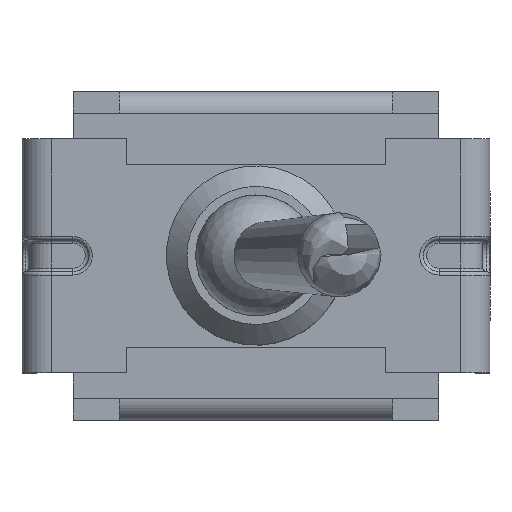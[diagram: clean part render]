
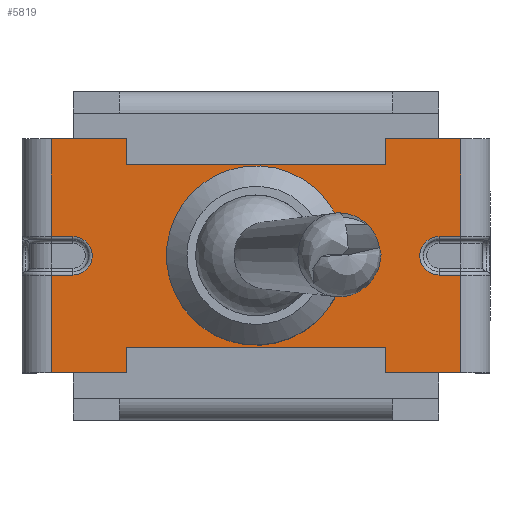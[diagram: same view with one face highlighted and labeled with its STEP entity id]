
A CAD part, top view. The second image highlights one B-rep face of the part: STEP entity #5819.
In plain terms, the highlighted planar face has unit normal (0, 0, 1).
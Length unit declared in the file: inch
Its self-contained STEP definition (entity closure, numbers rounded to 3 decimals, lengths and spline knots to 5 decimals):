
#5615=CARTESIAN_POINT('',(0.30791,0.17604,0.37008));
#5616=DIRECTION('',(0.0,0.0,1.0));
#5617=DIRECTION('',(1.0,0.0,0.0));
#5618=AXIS2_PLACEMENT_3D('',#5615,#5616,#5617);
#5619=PLANE('',#5618);
#5620=CARTESIAN_POINT('',(-0.17717,-0.16004,0.37008));
#5621=VERTEX_POINT('',#5620);
#5622=CARTESIAN_POINT('',(-0.17717,-0.12539,0.37008));
#5623=VERTEX_POINT('',#5622);
#5624=CARTESIAN_POINT('',(-0.17717,-0.16004,0.37008));
#5625=DIRECTION('',(0.0,1.0,0.0));
#5626=VECTOR('',#5625,0.03465);
#5627=LINE('',#5624,#5626);
#5628=EDGE_CURVE('',#5621,#5623,#5627,.T.);
#5629=ORIENTED_EDGE('',*,*,#5628,.T.);
#5630=CARTESIAN_POINT('',(0.17717,-0.12539,0.37008));
#5631=VERTEX_POINT('',#5630);
#5632=CARTESIAN_POINT('',(-0.17717,-0.12539,0.37008));
#5633=DIRECTION('',(1.0,0.0,0.0));
#5634=VECTOR('',#5633,0.35433);
#5635=LINE('',#5632,#5634);
#5636=EDGE_CURVE('',#5623,#5631,#5635,.T.);
#5637=ORIENTED_EDGE('',*,*,#5636,.T.);
#5638=CARTESIAN_POINT('',(0.17717,-0.16004,0.37008));
#5639=VERTEX_POINT('',#5638);
#5640=CARTESIAN_POINT('',(0.17717,-0.12539,0.37008));
#5641=DIRECTION('',(0.0,-1.0,0.0));
#5642=VECTOR('',#5641,0.03465);
#5643=LINE('',#5640,#5642);
#5644=EDGE_CURVE('',#5631,#5639,#5643,.T.);
#5645=ORIENTED_EDGE('',*,*,#5644,.T.);
#5646=CARTESIAN_POINT('',(0.27992,-0.16004,0.37008));
#5647=VERTEX_POINT('',#5646);
#5648=CARTESIAN_POINT('',(0.27992,-0.16004,0.37008));
#5649=DIRECTION('',(-1.0,0.0,0.0));
#5650=VECTOR('',#5649,0.10276);
#5651=LINE('',#5648,#5650);
#5652=EDGE_CURVE('',#5647,#5639,#5651,.T.);
#5653=ORIENTED_EDGE('',*,*,#5652,.F.);
#5654=CARTESIAN_POINT('',(0.27992,-0.02638,0.37008));
#5655=VERTEX_POINT('',#5654);
#5656=CARTESIAN_POINT('',(0.27992,-0.16004,0.37008));
#5657=DIRECTION('',(0.0,1.0,0.0));
#5658=VECTOR('',#5657,0.13366);
#5659=LINE('',#5656,#5658);
#5660=EDGE_CURVE('',#5647,#5655,#5659,.T.);
#5661=ORIENTED_EDGE('',*,*,#5660,.T.);
#5662=CARTESIAN_POINT('',(0.25039,-0.02638,0.37008));
#5663=VERTEX_POINT('',#5662);
#5664=CARTESIAN_POINT('',(0.25039,-0.02638,0.37008));
#5665=DIRECTION('',(1.0,0.0,0.0));
#5666=VECTOR('',#5665,0.02953);
#5667=LINE('',#5664,#5666);
#5668=EDGE_CURVE('',#5663,#5655,#5667,.T.);
#5669=ORIENTED_EDGE('',*,*,#5668,.F.);
#5670=CARTESIAN_POINT('',(0.25039,0.02638,0.37008));
#5671=VERTEX_POINT('',#5670);
#5672=CARTESIAN_POINT('',(0.25039,0.,0.37008));
#5673=DIRECTION('',(0.0,0.0,1.0));
#5674=DIRECTION('',(-1.0,0.0,0.0));
#5675=AXIS2_PLACEMENT_3D('',#5672,#5673,#5674);
#5676=CIRCLE('',#5675,0.02638);
#5677=EDGE_CURVE('',#5671,#5663,#5676,.T.);
#5678=ORIENTED_EDGE('',*,*,#5677,.F.);
#5679=CARTESIAN_POINT('',(0.27992,0.02638,0.37008));
#5680=VERTEX_POINT('',#5679);
#5681=CARTESIAN_POINT('',(0.27992,0.02638,0.37008));
#5682=DIRECTION('',(-1.0,0.0,0.0));
#5683=VECTOR('',#5682,0.02953);
#5684=LINE('',#5681,#5683);
#5685=EDGE_CURVE('',#5680,#5671,#5684,.T.);
#5686=ORIENTED_EDGE('',*,*,#5685,.F.);
#5687=CARTESIAN_POINT('',(0.27992,0.16004,0.37008));
#5688=VERTEX_POINT('',#5687);
#5689=CARTESIAN_POINT('',(0.27992,0.02638,0.37008));
#5690=DIRECTION('',(0.0,1.0,0.0));
#5691=VECTOR('',#5690,0.13366);
#5692=LINE('',#5689,#5691);
#5693=EDGE_CURVE('',#5680,#5688,#5692,.T.);
#5694=ORIENTED_EDGE('',*,*,#5693,.T.);
#5695=CARTESIAN_POINT('',(0.17717,0.16004,0.37008));
#5696=VERTEX_POINT('',#5695);
#5697=CARTESIAN_POINT('',(0.17717,0.16004,0.37008));
#5698=DIRECTION('',(1.0,0.0,0.0));
#5699=VECTOR('',#5698,0.10276);
#5700=LINE('',#5697,#5699);
#5701=EDGE_CURVE('',#5696,#5688,#5700,.T.);
#5702=ORIENTED_EDGE('',*,*,#5701,.F.);
#5703=CARTESIAN_POINT('',(0.17717,0.12539,0.37008));
#5704=VERTEX_POINT('',#5703);
#5705=CARTESIAN_POINT('',(0.17717,0.16004,0.37008));
#5706=DIRECTION('',(0.0,-1.0,0.0));
#5707=VECTOR('',#5706,0.03465);
#5708=LINE('',#5705,#5707);
#5709=EDGE_CURVE('',#5696,#5704,#5708,.T.);
#5710=ORIENTED_EDGE('',*,*,#5709,.T.);
#5711=CARTESIAN_POINT('',(-0.17717,0.12539,0.37008));
#5712=VERTEX_POINT('',#5711);
#5713=CARTESIAN_POINT('',(0.17717,0.12539,0.37008));
#5714=DIRECTION('',(-1.0,0.0,0.0));
#5715=VECTOR('',#5714,0.35433);
#5716=LINE('',#5713,#5715);
#5717=EDGE_CURVE('',#5704,#5712,#5716,.T.);
#5718=ORIENTED_EDGE('',*,*,#5717,.T.);
#5719=CARTESIAN_POINT('',(-0.17717,0.16004,0.37008));
#5720=VERTEX_POINT('',#5719);
#5721=CARTESIAN_POINT('',(-0.17717,0.12539,0.37008));
#5722=DIRECTION('',(0.0,1.0,0.0));
#5723=VECTOR('',#5722,0.03465);
#5724=LINE('',#5721,#5723);
#5725=EDGE_CURVE('',#5712,#5720,#5724,.T.);
#5726=ORIENTED_EDGE('',*,*,#5725,.T.);
#5727=CARTESIAN_POINT('',(-0.27992,0.16004,0.37008));
#5728=VERTEX_POINT('',#5727);
#5729=CARTESIAN_POINT('',(-0.27992,0.16004,0.37008));
#5730=DIRECTION('',(1.0,0.0,0.0));
#5731=VECTOR('',#5730,0.10276);
#5732=LINE('',#5729,#5731);
#5733=EDGE_CURVE('',#5728,#5720,#5732,.T.);
#5734=ORIENTED_EDGE('',*,*,#5733,.F.);
#5735=CARTESIAN_POINT('',(-0.27992,0.02638,0.37008));
#5736=VERTEX_POINT('',#5735);
#5737=CARTESIAN_POINT('',(-0.27992,0.16004,0.37008));
#5738=DIRECTION('',(0.0,-1.0,0.0));
#5739=VECTOR('',#5738,0.13366);
#5740=LINE('',#5737,#5739);
#5741=EDGE_CURVE('',#5728,#5736,#5740,.T.);
#5742=ORIENTED_EDGE('',*,*,#5741,.T.);
#5743=CARTESIAN_POINT('',(-0.25039,0.02638,0.37008));
#5744=VERTEX_POINT('',#5743);
#5745=CARTESIAN_POINT('',(-0.25039,0.02638,0.37008));
#5746=DIRECTION('',(-1.0,0.0,0.0));
#5747=VECTOR('',#5746,0.02953);
#5748=LINE('',#5745,#5747);
#5749=EDGE_CURVE('',#5744,#5736,#5748,.T.);
#5750=ORIENTED_EDGE('',*,*,#5749,.F.);
#5751=CARTESIAN_POINT('',(-0.25039,-0.02638,0.37008));
#5752=VERTEX_POINT('',#5751);
#5753=CARTESIAN_POINT('',(-0.25039,0.,0.37008));
#5754=DIRECTION('',(0.0,0.0,1.0));
#5755=DIRECTION('',(1.0,0.0,0.0));
#5756=AXIS2_PLACEMENT_3D('',#5753,#5754,#5755);
#5757=CIRCLE('',#5756,0.02638);
#5758=EDGE_CURVE('',#5752,#5744,#5757,.T.);
#5759=ORIENTED_EDGE('',*,*,#5758,.F.);
#5760=CARTESIAN_POINT('',(-0.27992,-0.02638,0.37008));
#5761=VERTEX_POINT('',#5760);
#5762=CARTESIAN_POINT('',(-0.27992,-0.02638,0.37008));
#5763=DIRECTION('',(1.0,0.0,0.0));
#5764=VECTOR('',#5763,0.02953);
#5765=LINE('',#5762,#5764);
#5766=EDGE_CURVE('',#5761,#5752,#5765,.T.);
#5767=ORIENTED_EDGE('',*,*,#5766,.F.);
#5768=CARTESIAN_POINT('',(-0.27992,-0.16004,0.37008));
#5769=VERTEX_POINT('',#5768);
#5770=CARTESIAN_POINT('',(-0.27992,-0.02638,0.37008));
#5771=DIRECTION('',(0.0,-1.0,0.0));
#5772=VECTOR('',#5771,0.13366);
#5773=LINE('',#5770,#5772);
#5774=EDGE_CURVE('',#5761,#5769,#5773,.T.);
#5775=ORIENTED_EDGE('',*,*,#5774,.T.);
#5776=CARTESIAN_POINT('',(-0.17717,-0.16004,0.37008));
#5777=DIRECTION('',(-1.0,0.0,0.0));
#5778=VECTOR('',#5777,0.10276);
#5779=LINE('',#5776,#5778);
#5780=EDGE_CURVE('',#5621,#5769,#5779,.T.);
#5781=ORIENTED_EDGE('',*,*,#5780,.F.);
#5782=EDGE_LOOP('',(#5629,#5637,#5645,#5653,#5661,#5669,#5678,#5686,#5694,#5702,#5710,#5718,#5726,#5734,#5742,#5750,#5759,#5767,#5775,#5781));
#5783=FACE_OUTER_BOUND('',#5782,.T.);
#5784=CARTESIAN_POINT('',(0.09283,-0.02008,0.37008));
#5785=VERTEX_POINT('',#5784);
#5786=CARTESIAN_POINT('',(0.09283,0.02008,0.37008));
#5787=VERTEX_POINT('',#5786);
#5788=CARTESIAN_POINT('',(0.09283,-0.02008,0.37008));
#5789=DIRECTION('',(0.0,1.0,0.0));
#5790=VECTOR('',#5789,0.04016);
#5791=LINE('',#5788,#5790);
#5792=EDGE_CURVE('',#5785,#5787,#5791,.T.);
#5793=ORIENTED_EDGE('',*,*,#5792,.F.);
#5794=CARTESIAN_POINT('',(0.12078,-0.02008,0.37008));
#5795=VERTEX_POINT('',#5794);
#5796=CARTESIAN_POINT('',(0.12078,-0.02008,0.37008));
#5797=DIRECTION('',(-1.0,0.0,0.0));
#5798=VECTOR('',#5797,0.02795);
#5799=LINE('',#5796,#5798);
#5800=EDGE_CURVE('',#5795,#5785,#5799,.T.);
#5801=ORIENTED_EDGE('',*,*,#5800,.F.);
#5802=CARTESIAN_POINT('',(0.12078,0.02008,0.37008));
#5803=VERTEX_POINT('',#5802);
#5804=CARTESIAN_POINT('',(0.,0.,0.37008));
#5805=DIRECTION('',(0.0,0.0,1.0));
#5806=DIRECTION('',(0.986,0.164,0.0));
#5807=AXIS2_PLACEMENT_3D('',#5804,#5805,#5806);
#5808=CIRCLE('',#5807,0.12244);
#5809=EDGE_CURVE('',#5803,#5795,#5808,.T.);
#5810=ORIENTED_EDGE('',*,*,#5809,.F.);
#5811=CARTESIAN_POINT('',(0.09283,0.02008,0.37008));
#5812=DIRECTION('',(1.0,0.0,0.0));
#5813=VECTOR('',#5812,0.02795);
#5814=LINE('',#5811,#5813);
#5815=EDGE_CURVE('',#5787,#5803,#5814,.T.);
#5816=ORIENTED_EDGE('',*,*,#5815,.F.);
#5817=EDGE_LOOP('',(#5793,#5801,#5810,#5816));
#5818=FACE_BOUND('',#5817,.T.);
#5819=ADVANCED_FACE('',(#5783,#5818),#5619,.T.);
